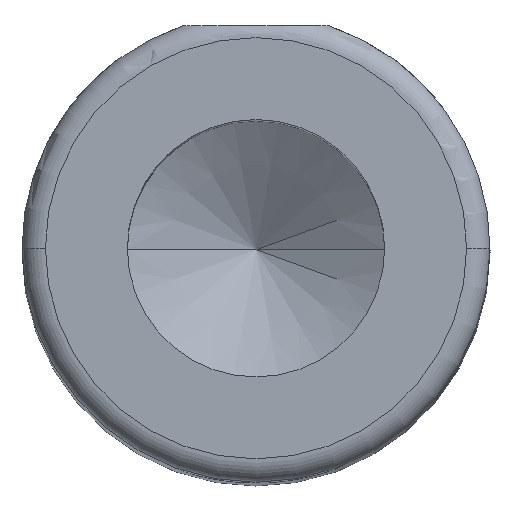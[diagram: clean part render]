
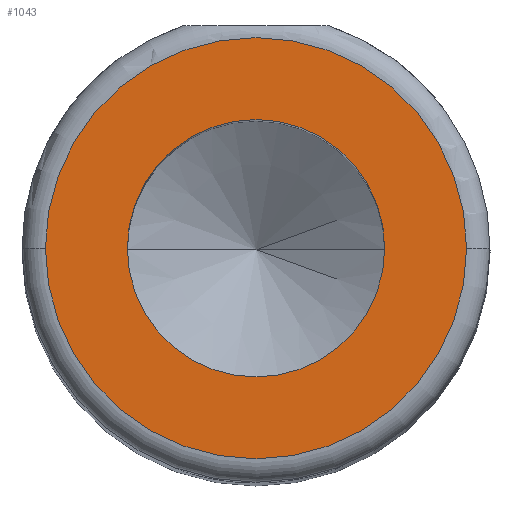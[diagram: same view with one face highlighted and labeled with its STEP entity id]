
A CAD part, top view. The second image highlights one B-rep face of the part: STEP entity #1043.
In plain terms, the highlighted planar face has unit normal (0, 0, 1).
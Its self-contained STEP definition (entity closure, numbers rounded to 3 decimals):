
#16 = CARTESIAN_POINT ( 'NONE',  ( 0., 0., 15. ) ) ;
#96 = EDGE_CURVE ( 'NONE', #798, #993, #403, .T. ) ;
#113 = DIRECTION ( 'NONE',  ( 1., 0., 0. ) ) ;
#138 = DIRECTION ( 'NONE',  ( 0., 0., 1. ) ) ;
#159 = CIRCLE ( 'NONE', #948, 2.7 ) ;
#162 = CARTESIAN_POINT ( 'NONE',  ( -1.65, 0., 15. ) ) ;
#207 = EDGE_CURVE ( 'NONE', #614, #646, #318, .T. ) ;
#264 = DIRECTION ( 'NONE',  ( 0., 0., 1. ) ) ;
#265 = CARTESIAN_POINT ( 'NONE',  ( 0., 0., 15. ) ) ;
#318 = CIRCLE ( 'NONE', #789, 2.7 ) ;
#319 = ORIENTED_EDGE ( 'NONE', *, *, #207, .T. ) ;
#403 = CIRCLE ( 'NONE', #888, 1.65 ) ;
#429 = ORIENTED_EDGE ( 'NONE', *, *, #795, .T. ) ;
#442 = CARTESIAN_POINT ( 'NONE',  ( 1.65, 0., 15. ) ) ;
#453 = CARTESIAN_POINT ( 'NONE',  ( 0., 0., 15. ) ) ;
#490 = FACE_BOUND ( 'NONE', #562, .T. ) ;
#508 = AXIS2_PLACEMENT_3D ( 'NONE', #265, #1135, #551 ) ;
#526 = ORIENTED_EDGE ( 'NONE', *, *, #780, .F. ) ;
#550 = DIRECTION ( 'NONE',  ( 1., 0., 0. ) ) ;
#551 = DIRECTION ( 'NONE',  ( 1., 0., 0. ) ) ;
#562 = EDGE_LOOP ( 'NONE', ( #526, #596 ) ) ;
#596 = ORIENTED_EDGE ( 'NONE', *, *, #96, .F. ) ;
#614 = VERTEX_POINT ( 'NONE', #616 ) ;
#616 = CARTESIAN_POINT ( 'NONE',  ( 2.7, 0., 15. ) ) ;
#646 = VERTEX_POINT ( 'NONE', #1001 ) ;
#705 = DIRECTION ( 'NONE',  ( 0., 0., 1. ) ) ;
#729 = CARTESIAN_POINT ( 'NONE',  ( 0., 0., 15. ) ) ;
#780 = EDGE_CURVE ( 'NONE', #993, #798, #932, .T. ) ;
#789 = AXIS2_PLACEMENT_3D ( 'NONE', #729, #138, #811 ) ;
#795 = EDGE_CURVE ( 'NONE', #646, #614, #159, .T. ) ;
#798 = VERTEX_POINT ( 'NONE', #162 ) ;
#811 = DIRECTION ( 'NONE',  ( 1., 0., 0. ) ) ;
#835 = CARTESIAN_POINT ( 'NONE',  ( 0., 0., 15. ) ) ;
#863 = AXIS2_PLACEMENT_3D ( 'NONE', #835, #264, #935 ) ;
#888 = AXIS2_PLACEMENT_3D ( 'NONE', #16, #705, #113 ) ;
#932 = CIRCLE ( 'NONE', #863, 1.65 ) ;
#935 = DIRECTION ( 'NONE',  ( 1., 0., 0. ) ) ;
#948 = AXIS2_PLACEMENT_3D ( 'NONE', #453, #1134, #550 ) ;
#979 = EDGE_LOOP ( 'NONE', ( #319, #429 ) ) ;
#993 = VERTEX_POINT ( 'NONE', #442 ) ;
#1001 = CARTESIAN_POINT ( 'NONE',  ( -2.7, 0., 15. ) ) ;
#1009 = FACE_OUTER_BOUND ( 'NONE', #979, .T. ) ;
#1043 = ADVANCED_FACE ( 'NONE', ( #490, #1009 ), #1224, .T. ) ;
#1134 = DIRECTION ( 'NONE',  ( 0., 0., 1. ) ) ;
#1135 = DIRECTION ( 'NONE',  ( 0., 0., 1. ) ) ;
#1224 = PLANE ( 'NONE',  #508 ) ;
